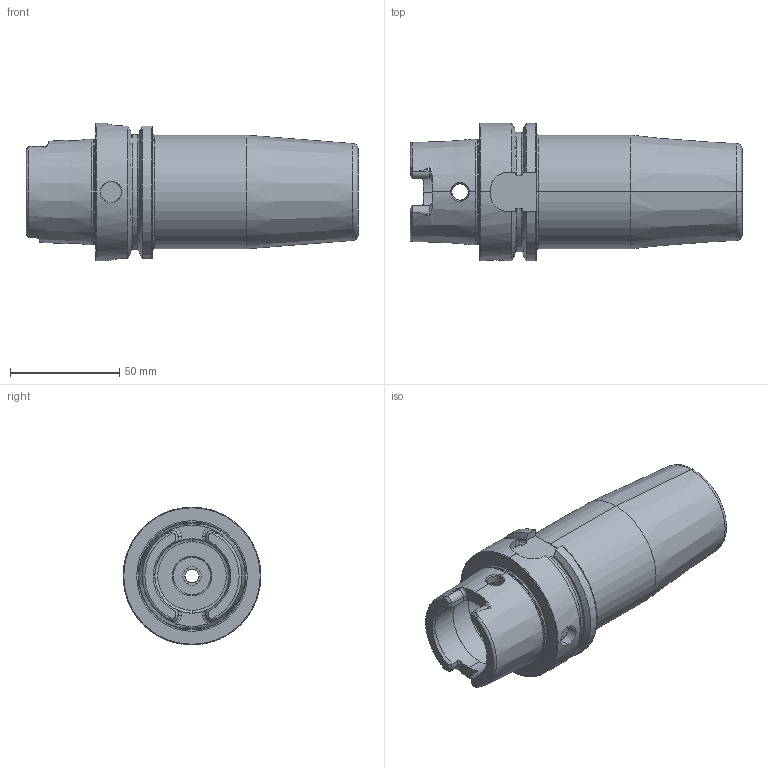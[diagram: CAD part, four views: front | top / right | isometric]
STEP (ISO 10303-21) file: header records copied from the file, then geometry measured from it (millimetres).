
FILE_DESCRIPTION (( 'STEP AP214' ), '1' );
FILE_NAME ('HA6-S32.K01.120.STEP', '2015-02-12T13:13:16', ( 'SWIAdmin' ), ( 'Hewlett-Packard Company' ), 'SwSTEP 2.0', 'SolidWorks 2012', '' );
FILE_SCHEMA (( 'AUTOMOTIVE_DESIGN' ));
Length unit declared in the file: millimetre
Products named in the file (3): ERU-AN5.K01.020_A; HA6-S32.K01.120_B_Fertigbearbeitung; HA6-S32.K01.120
Assembly tree (2 placements, depth 2):
  HA6-S32.K01.120
    HA6-S32.K01.120_B_Fertigbearbeitung
    ERU-AN5.K01.020_A
Bounding box: 151.9 x 63 x 63 mm (x, y, z)
Volume: 213414.7 mm3; surface area: 44872.8 mm2
Topology: 2 solids, 2 shells, 237 faces, 605 edges, 374 vertices
Faces by surface type: plane 83, cylinder 61, cone 42, torus 39, bspline 12
Entity records: 10048 total; most frequent: CARTESIAN_POINT 3094, ORIENTED_EDGE 1210, DIRECTION 1132, EDGE_CURVE 605, AXIS2_PLACEMENT_3D 448, VERTEX_POINT 374, EDGE_LOOP 247, ADVANCED_FACE 237
